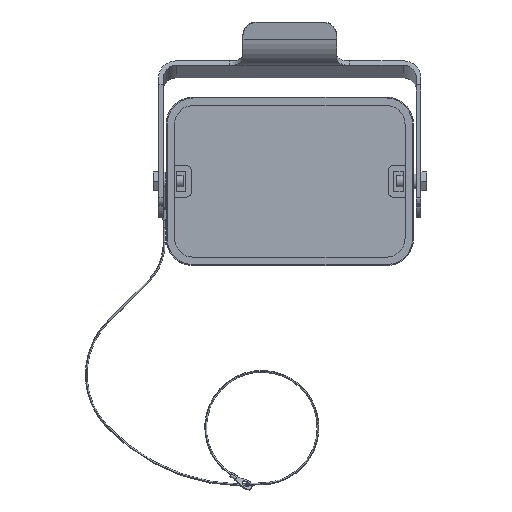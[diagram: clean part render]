
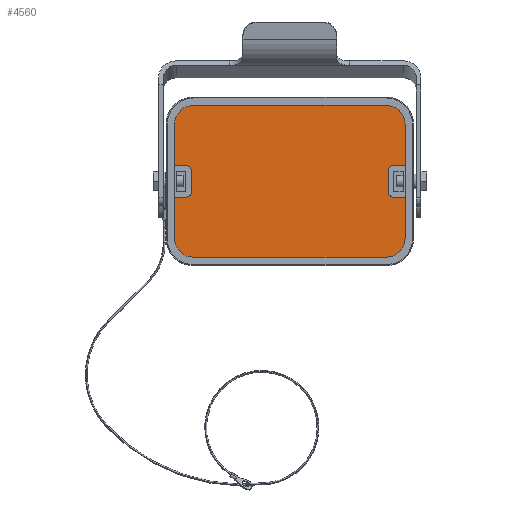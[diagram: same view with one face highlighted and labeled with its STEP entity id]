
A CAD part, top view. The second image highlights one B-rep face of the part: STEP entity #4560.
In plain terms, the highlighted face is planar.
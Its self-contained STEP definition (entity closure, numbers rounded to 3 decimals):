
#1660=CARTESIAN_POINT('',(106.479,95.227,55.));
#1670=VERTEX_POINT('',#1660);
#1700=CARTESIAN_POINT('',(106.479,-17.154,55.));
#1710=DIRECTION('',(0.,1.,0.));
#1720=VECTOR('',#1710,1.);
#1730=LINE('',#1700,#1720);
#1740=CARTESIAN_POINT('',(106.479,-7.773,55.));
#1750=VERTEX_POINT('',#1740);
#1760=EDGE_CURVE('',#1750,#1670,#1730,.T.);
#2060=CARTESIAN_POINT('',(24.479,-7.773,55.));
#2070=VERTEX_POINT('',#2060);
#2100=CARTESIAN_POINT('',(24.479,-17.154,55.));
#2110=DIRECTION('',(0.,-1.,0.));
#2120=VECTOR('',#2110,1.);
#2130=LINE('',#2100,#2120);
#2140=CARTESIAN_POINT('',(24.479,95.227,55.));
#2150=VERTEX_POINT('',#2140);
#2160=EDGE_CURVE('',#2150,#2070,#2130,.T.);
#2620=CARTESIAN_POINT('',(56.979,-18.273,55.));
#2630=VERTEX_POINT('',#2620);
#2660=CARTESIAN_POINT('',(26.559,-18.273,55.));
#2670=DIRECTION('',(1.,0.,0.));
#2680=VECTOR('',#2670,1.);
#2690=LINE('',#2660,#2680);
#2700=CARTESIAN_POINT('',(34.979,-18.273,55.));
#2710=VERTEX_POINT('',#2700);
#2720=EDGE_CURVE('',#2710,#2630,#2690,.T.);
#2920=CARTESIAN_POINT('',(95.979,105.727,55.));
#2930=VERTEX_POINT('',#2920);
#2980=CARTESIAN_POINT('',(95.979,95.227,55.));
#2990=DIRECTION('',(0.,0.,-1.));
#3000=DIRECTION('',(-1.,0.,0.));
#3010=AXIS2_PLACEMENT_3D('',#2980,#2990,#3000);
#3020=CIRCLE('',#3010,10.5);
#3030=EDGE_CURVE('',#2930,#1670,#3020,.T.);
#3160=CARTESIAN_POINT('',(26.559,-17.154,55.));
#3170=DIRECTION('',(0.,0.,1.));
#3180=DIRECTION('',(1.,0.,0.));
#3190=AXIS2_PLACEMENT_3D('',#3160,#3170,#3180);
#3200=PLANE('',#3190);
#3210=CARTESIAN_POINT('',(26.559,-18.273,55.));
#3220=DIRECTION('',(1.,0.,0.));
#3230=VECTOR('',#3220,1.);
#3240=LINE('',#3210,#3230);
#3250=CARTESIAN_POINT('',(73.979,-18.273,55.));
#3260=VERTEX_POINT('',#3250);
#3270=CARTESIAN_POINT('',(95.979,-18.273,55.));
#3280=VERTEX_POINT('',#3270);
#3290=EDGE_CURVE('',#3260,#3280,#3240,.T.);
#3300=ORIENTED_EDGE('',*,*,#3290,.F.);
#3310=CARTESIAN_POINT('',(95.979,-7.773,55.));
#3320=DIRECTION('',(0.,0.,1.));
#3330=DIRECTION('',(1.,0.,0.));
#3340=AXIS2_PLACEMENT_3D('',#3310,#3320,#3330);
#3350=CIRCLE('',#3340,10.5);
#3360=EDGE_CURVE('',#3280,#1750,#3350,.T.);
#3370=ORIENTED_EDGE('',*,*,#3360,.F.);
#3380=ORIENTED_EDGE('',*,*,#1760,.F.);
#3390=ORIENTED_EDGE('',*,*,#3030,.T.);
#3400=CARTESIAN_POINT('',(26.559,105.727,55.));
#3410=DIRECTION('',(-1.,0.,0.));
#3420=VECTOR('',#3410,1.);
#3430=LINE('',#3400,#3420);
#3440=CARTESIAN_POINT('',(73.979,105.727,55.));
#3450=VERTEX_POINT('',#3440);
#3460=EDGE_CURVE('',#2930,#3450,#3430,.T.);
#3470=ORIENTED_EDGE('',*,*,#3460,.F.);
#3480=CARTESIAN_POINT('',(73.979,-17.154,55.));
#3490=DIRECTION('',(0.,1.,0.));
#3500=VECTOR('',#3490,1.);
#3510=LINE('',#3480,#3500);
#3520=CARTESIAN_POINT('',(73.979,99.227,55.));
#3530=VERTEX_POINT('',#3520);
#3540=EDGE_CURVE('',#3530,#3450,#3510,.T.);
#3550=ORIENTED_EDGE('',*,*,#3540,.T.);
#3560=CARTESIAN_POINT('',(70.979,99.227,55.));
#3570=DIRECTION('',(0.,0.,-1.));
#3580=DIRECTION('',(-1.,0.,0.));
#3590=AXIS2_PLACEMENT_3D('',#3560,#3570,#3580);
#3600=CIRCLE('',#3590,3.);
#3610=CARTESIAN_POINT('',(70.979,96.227,55.));
#3620=VERTEX_POINT('',#3610);
#3630=EDGE_CURVE('',#3530,#3620,#3600,.T.);
#3640=ORIENTED_EDGE('',*,*,#3630,.F.);
#3650=CARTESIAN_POINT('',(26.559,96.227,55.));
#3660=DIRECTION('',(1.,0.,0.));
#3670=VECTOR('',#3660,1.);
#3680=LINE('',#3650,#3670);
#3690=CARTESIAN_POINT('',(59.979,96.227,55.));
#3700=VERTEX_POINT('',#3690);
#3710=EDGE_CURVE('',#3700,#3620,#3680,.T.);
#3720=ORIENTED_EDGE('',*,*,#3710,.T.);
#3730=CARTESIAN_POINT('',(59.979,99.227,55.));
#3740=DIRECTION('',(0.,0.,1.));
#3750=DIRECTION('',(1.,0.,0.));
#3760=AXIS2_PLACEMENT_3D('',#3730,#3740,#3750);
#3770=CIRCLE('',#3760,3.);
#3780=CARTESIAN_POINT('',(56.979,99.227,55.));
#3790=VERTEX_POINT('',#3780);
#3800=EDGE_CURVE('',#3790,#3700,#3770,.T.);
#3810=ORIENTED_EDGE('',*,*,#3800,.T.);
#3820=CARTESIAN_POINT('',(56.979,-17.154,55.));
#3830=DIRECTION('',(0.,-1.,0.));
#3840=VECTOR('',#3830,1.);
#3850=LINE('',#3820,#3840);
#3860=CARTESIAN_POINT('',(56.979,105.727,55.));
#3870=VERTEX_POINT('',#3860);
#3880=EDGE_CURVE('',#3870,#3790,#3850,.T.);
#3890=ORIENTED_EDGE('',*,*,#3880,.T.);
#3900=CARTESIAN_POINT('',(26.559,105.727,55.));
#3910=DIRECTION('',(-1.,0.,0.));
#3920=VECTOR('',#3910,1.);
#3930=LINE('',#3900,#3920);
#3940=CARTESIAN_POINT('',(34.979,105.727,55.));
#3950=VERTEX_POINT('',#3940);
#3960=EDGE_CURVE('',#3870,#3950,#3930,.T.);
#3970=ORIENTED_EDGE('',*,*,#3960,.F.);
#3980=CARTESIAN_POINT('',(34.979,95.227,55.));
#3990=DIRECTION('',(0.,0.,1.));
#4000=DIRECTION('',(1.,0.,0.));
#4010=AXIS2_PLACEMENT_3D('',#3980,#3990,#4000);
#4020=CIRCLE('',#4010,10.5);
#4030=EDGE_CURVE('',#3950,#2150,#4020,.T.);
#4040=ORIENTED_EDGE('',*,*,#4030,.F.);
#4050=ORIENTED_EDGE('',*,*,#2160,.F.);
#4060=CARTESIAN_POINT('',(34.979,-7.773,55.));
#4070=DIRECTION('',(0.,0.,1.));
#4080=DIRECTION('',(1.,0.,0.));
#4090=AXIS2_PLACEMENT_3D('',#4060,#4070,#4080);
#4100=CIRCLE('',#4090,10.5);
#4110=EDGE_CURVE('',#2070,#2710,#4100,.T.);
#4120=ORIENTED_EDGE('',*,*,#4110,.F.);
#4130=ORIENTED_EDGE('',*,*,#2720,.F.);
#4140=CARTESIAN_POINT('',(56.979,-17.154,55.));
#4150=DIRECTION('',(0.,-1.,0.));
#4160=VECTOR('',#4150,1.);
#4170=LINE('',#4140,#4160);
#4180=CARTESIAN_POINT('',(56.979,-11.773,55.));
#4190=VERTEX_POINT('',#4180);
#4200=EDGE_CURVE('',#4190,#2630,#4170,.T.);
#4210=ORIENTED_EDGE('',*,*,#4200,.T.);
#4220=CARTESIAN_POINT('',(59.979,-11.773,55.));
#4230=DIRECTION('',(0.,0.,1.));
#4240=DIRECTION('',(1.,0.,0.));
#4250=AXIS2_PLACEMENT_3D('',#4220,#4230,#4240);
#4260=CIRCLE('',#4250,3.);
#4270=CARTESIAN_POINT('',(59.979,-8.773,55.));
#4280=VERTEX_POINT('',#4270);
#4290=EDGE_CURVE('',#4280,#4190,#4260,.T.);
#4300=ORIENTED_EDGE('',*,*,#4290,.T.);
#4310=CARTESIAN_POINT('',(26.559,-8.773,55.));
#4320=DIRECTION('',(-1.,0.,0.));
#4330=VECTOR('',#4320,1.);
#4340=LINE('',#4310,#4330);
#4350=CARTESIAN_POINT('',(70.979,-8.773,55.));
#4360=VERTEX_POINT('',#4350);
#4370=EDGE_CURVE('',#4360,#4280,#4340,.T.);
#4380=ORIENTED_EDGE('',*,*,#4370,.T.);
#4390=CARTESIAN_POINT('',(70.979,-11.773,55.));
#4400=DIRECTION('',(0.,0.,1.));
#4410=DIRECTION('',(1.,0.,0.));
#4420=AXIS2_PLACEMENT_3D('',#4390,#4400,#4410);
#4430=CIRCLE('',#4420,3.);
#4440=CARTESIAN_POINT('',(73.979,-11.773,55.));
#4450=VERTEX_POINT('',#4440);
#4460=EDGE_CURVE('',#4450,#4360,#4430,.T.);
#4470=ORIENTED_EDGE('',*,*,#4460,.T.);
#4480=CARTESIAN_POINT('',(73.979,-17.154,55.));
#4490=DIRECTION('',(0.,1.,0.));
#4500=VECTOR('',#4490,1.);
#4510=LINE('',#4480,#4500);
#4520=EDGE_CURVE('',#3260,#4450,#4510,.T.);
#4530=ORIENTED_EDGE('',*,*,#4520,.T.);
#4540=EDGE_LOOP('',(#4530,#4470,#4380,#4300,#4210,#4130,#4120,#4050,
#4040,#3970,#3890,#3810,#3720,#3640,#3550,#3470,#3390,#3380,#3370,#3300)
);
#4550=FACE_OUTER_BOUND('',#4540,.T.);
#4560=ADVANCED_FACE('',(#4550),#3200,.F.);
